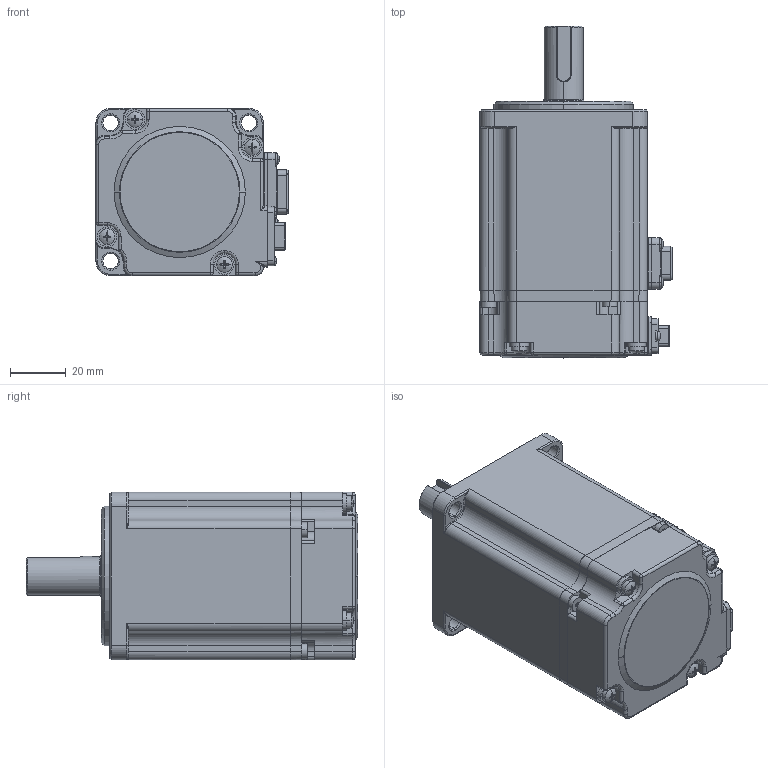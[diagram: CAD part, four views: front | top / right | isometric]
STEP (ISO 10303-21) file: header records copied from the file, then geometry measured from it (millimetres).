
FILE_DESCRIPTION (( 'STEP AP203' ), '1' );
FILE_NAME ('MS6H-60TH30B3-20P4-S.STEP', '2024-07-29T03:23:28', ( '' ), ( '' ), 'SwSTEP 2.0', 'SolidWorks 2022', '' );
FILE_SCHEMA (( 'CONFIG_CONTROL_DESIGN' ));
Length unit declared in the file: millimetre
Products named in the file (1): MS6H-60TH30B3-20P4-S
Bounding box: 68.8 x 118.9 x 60 mm (x, y, z)
Surface area: 34908.5 mm2 (no closed solid volume)
Topology: 0 solids, 26 shells, 814 faces, 2644 edges, 1819 vertices
Faces by surface type: plane 400, cylinder 266, torus 76, cone 26, sphere 24, bspline 22
Entity records: 30085 total; most frequent: CARTESIAN_POINT 6765, DIRECTION 5087, ORIENTED_EDGE 4375, EDGE_CURVE 2628, VERTEX_POINT 1819, AXIS2_PLACEMENT_3D 1773, VECTOR 1541, LINE 1541
